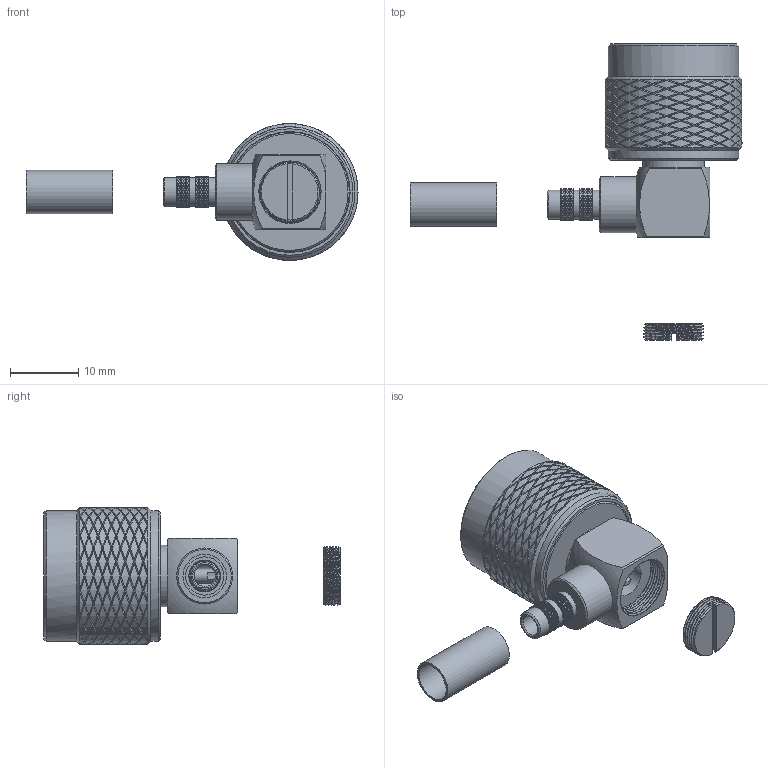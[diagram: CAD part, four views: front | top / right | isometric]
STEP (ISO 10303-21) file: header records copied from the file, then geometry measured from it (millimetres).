
FILE_DESCRIPTION(/* description */ ('Unknown'),/* implementation_level */ '2;1');
FILE_NAME(/* name */ '60436022211121',/* time_stamp */ '2022-04-12T11:08:50+02:00',/* author */ ('Unknown'),/* organization */ ('Unknown'),/* preprocessor_version */ 'ST-DEVELOPER v16.7',/* originating_system */ 'Solid Edge',/* authorisation */ 'Unknown');
FILE_SCHEMA (('AUTOMOTIVE_DESIGN {1 0 10303 214 3 1 1}'));
Length unit declared in the file: millimetre
Products named in the file (10): 60436022211121; 60436022211121_Body; 60436022211121_Insulator; 60436022211121_Center Pin; 60436022211121_Retainer ring; 60436022211121_Gasket; 60436022211121_Shell; 60436022211121_Housing; 60436022211121_Ferrule; 60436022211121_Cover
Assembly tree (9 placements, depth 2):
  60436022211121
    60436022211121_Body
    60436022211121_Insulator
    60436022211121_Center Pin
    60436022211121_Retainer ring
    60436022211121_Gasket
    60436022211121_Shell
    60436022211121_Housing
    60436022211121_Ferrule
    60436022211121_Cover
Bounding box: 48.55 x 43.3 x 19.98 mm (x, y, z)
Volume: 4487.6 mm3; surface area: 8069.1 mm2
Topology: 10 solids, 10 shells, 4752 faces, 9802 edges, 5092 vertices
Faces by surface type: bspline 3473, cylinder 1008, plane 167, cone 100, torus 4
Full cylindrical faces by diameter (mm): 1.65 x1, 2.1 x3, 2.15 x1, 2.5 x1, 3.1 x1, 4.27 x2, 4.4 x1, 4.85 x1, 5.6 x1, 5.75 x1, 5.9 x1, 6.35 x1, 7 x3, 7.5 x1, 7.7 x1, 8 x1, 8.2 x2, 9 x2, 16.5 x3, 17.5 x2, 17.7 x2, 18 x1, 19.1 x2
Entity records: 237462 total; most frequent: CARTESIAN_POINT 176770, ORIENTED_EDGE 19434, EDGE_CURVE 9717, VERTEX_POINT 5065, EDGE_LOOP 4846, FACE_BOUND 4846, ADVANCED_FACE 4751, DIRECTION 3876
